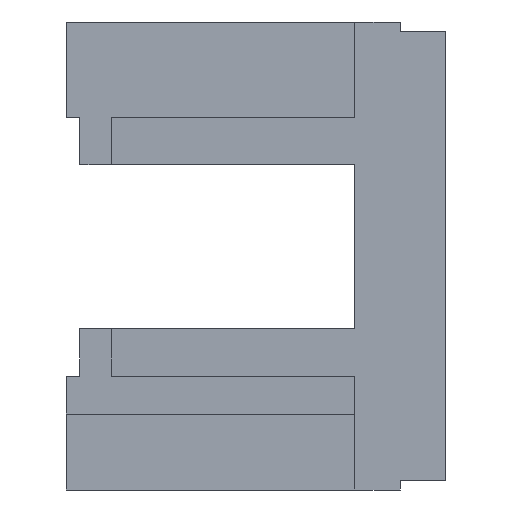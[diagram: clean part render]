
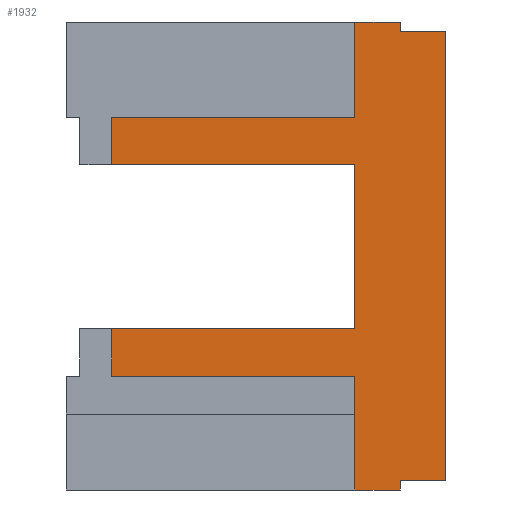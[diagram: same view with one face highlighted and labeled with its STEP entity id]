
A CAD part, left-side view. The second image highlights one B-rep face of the part: STEP entity #1932.
In plain terms, the highlighted planar face has unit normal (-1, 0, 0).
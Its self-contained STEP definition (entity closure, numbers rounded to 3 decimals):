
#1932=ADVANCED_FACE('',(#3375),#2658,.T.);
#2658=PLANE('',#19777);
#3375=FACE_OUTER_BOUND('',#4592,.T.);
#4592=EDGE_LOOP('',(#10289,#10290,#10291,#10292,#10293,#10294,#10295,#10296,
#10297,#10298,#10299,#10300,#10301,#10302,#10303,#10304));
#10289=ORIENTED_EDGE('',*,*,#14825,.T.);
#10290=ORIENTED_EDGE('',*,*,#14669,.T.);
#10291=ORIENTED_EDGE('',*,*,#14684,.F.);
#10292=ORIENTED_EDGE('',*,*,#14693,.T.);
#10293=ORIENTED_EDGE('',*,*,#14826,.T.);
#10294=ORIENTED_EDGE('',*,*,#14827,.T.);
#10295=ORIENTED_EDGE('',*,*,#14828,.F.);
#10296=ORIENTED_EDGE('',*,*,#14829,.T.);
#10297=ORIENTED_EDGE('',*,*,#14830,.T.);
#10298=ORIENTED_EDGE('',*,*,#14799,.T.);
#10299=ORIENTED_EDGE('',*,*,#14805,.T.);
#10300=ORIENTED_EDGE('',*,*,#14808,.T.);
#10301=ORIENTED_EDGE('',*,*,#14812,.T.);
#10302=ORIENTED_EDGE('',*,*,#14816,.T.);
#10303=ORIENTED_EDGE('',*,*,#14819,.T.);
#10304=ORIENTED_EDGE('',*,*,#14824,.T.);
#12240=VERTEX_POINT('',#29825);
#12241=VERTEX_POINT('',#29826);
#12251=VERTEX_POINT('',#29861);
#12257=VERTEX_POINT('',#29878);
#12325=VERTEX_POINT('',#30101);
#12326=VERTEX_POINT('',#30103);
#12330=VERTEX_POINT('',#30113);
#12332=VERTEX_POINT('',#30119);
#12336=VERTEX_POINT('',#30128);
#12338=VERTEX_POINT('',#30135);
#12340=VERTEX_POINT('',#30141);
#12342=VERTEX_POINT('',#30151);
#12343=VERTEX_POINT('',#30157);
#12344=VERTEX_POINT('',#30159);
#12345=VERTEX_POINT('',#30161);
#12346=VERTEX_POINT('',#30163);
#14669=EDGE_CURVE('',#12240,#12241,#16212,.T.);
#14684=EDGE_CURVE('',#12251,#12241,#16224,.T.);
#14693=EDGE_CURVE('',#12251,#12257,#16233,.T.);
#14799=EDGE_CURVE('',#12326,#12325,#16330,.T.);
#14805=EDGE_CURVE('',#12325,#12330,#16336,.T.);
#14808=EDGE_CURVE('',#12330,#12332,#16339,.T.);
#14812=EDGE_CURVE('',#12332,#12336,#16341,.T.);
#14816=EDGE_CURVE('',#12336,#12338,#16345,.T.);
#14819=EDGE_CURVE('',#12338,#12340,#16348,.T.);
#14824=EDGE_CURVE('',#12340,#12342,#16353,.T.);
#14825=EDGE_CURVE('',#12342,#12240,#16354,.T.);
#14826=EDGE_CURVE('',#12257,#12343,#16355,.T.);
#14827=EDGE_CURVE('',#12343,#12344,#16356,.T.);
#14828=EDGE_CURVE('',#12345,#12344,#16357,.T.);
#14829=EDGE_CURVE('',#12345,#12346,#16358,.T.);
#14830=EDGE_CURVE('',#12346,#12326,#16359,.T.);
#16212=LINE('',#29824,#17736);
#16224=LINE('',#29862,#17748);
#16233=LINE('',#29879,#17757);
#16330=LINE('',#30102,#17854);
#16336=LINE('',#30114,#17860);
#16339=LINE('',#30120,#17863);
#16341=LINE('',#30129,#17865);
#16345=LINE('',#30136,#17869);
#16348=LINE('',#30142,#17872);
#16353=LINE('',#30152,#17877);
#16354=LINE('',#30154,#17878);
#16355=LINE('',#30156,#17879);
#16356=LINE('',#30158,#17880);
#16357=LINE('',#30160,#17881);
#16358=LINE('',#30162,#17882);
#16359=LINE('',#30164,#17883);
#17736=VECTOR('',#24691,1.);
#17748=VECTOR('',#24717,1.);
#17757=VECTOR('',#24730,1.);
#17854=VECTOR('',#24915,1.);
#17860=VECTOR('',#24923,1.);
#17863=VECTOR('',#24928,1.);
#17865=VECTOR('',#24936,1.);
#17869=VECTOR('',#24942,1.);
#17872=VECTOR('',#24947,1.);
#17877=VECTOR('',#24958,1.);
#17878=VECTOR('',#24961,1.);
#17879=VECTOR('',#24964,1.);
#17880=VECTOR('',#24965,1.);
#17881=VECTOR('',#24966,1.);
#17882=VECTOR('',#24967,1.);
#17883=VECTOR('',#24968,1.);
#19777=AXIS2_PLACEMENT_3D('',#30165,#24969,#24970);
#24691=DIRECTION('',(0.,1.,0.));
#24717=DIRECTION('',(0.,0.,1.));
#24730=DIRECTION('',(0.,-1.,0.));
#24915=DIRECTION('',(0.,-1.,0.));
#24923=DIRECTION('',(0.,0.,1.));
#24928=DIRECTION('',(0.,-1.,0.));
#24936=DIRECTION('',(0.,0.,1.));
#24942=DIRECTION('',(0.,1.,0.));
#24947=DIRECTION('',(0.,0.,1.));
#24958=DIRECTION('',(0.,1.,0.));
#24961=DIRECTION('',(0.,0.,-1.));
#24964=DIRECTION('',(0.,0.,-1.));
#24965=DIRECTION('',(0.,1.,0.));
#24966=DIRECTION('',(0.,0.,1.));
#24967=DIRECTION('',(0.,-1.,0.));
#24968=DIRECTION('',(0.,0.,-1.));
#24969=DIRECTION('',(-1.,0.,0.));
#24970=DIRECTION('',(0.,-1.,0.));
#29824=CARTESIAN_POINT('',(-47.5,3.,4.55));
#29825=CARTESIAN_POINT('',(-47.5,3.,4.55));
#29826=CARTESIAN_POINT('',(-47.5,11.,4.55));
#29861=CARTESIAN_POINT('',(-47.5,11.,3.));
#29862=CARTESIAN_POINT('',(-47.5,11.,3.));
#29878=CARTESIAN_POINT('',(-47.5,3.,3.));
#29879=CARTESIAN_POINT('',(-47.5,11.,3.));
#30101=CARTESIAN_POINT('',(-47.5,1.5,-7.7));
#30102=CARTESIAN_POINT('',(-47.5,3.,-7.7));
#30103=CARTESIAN_POINT('',(-47.5,3.,-7.7));
#30113=CARTESIAN_POINT('',(-47.5,1.5,-7.4));
#30114=CARTESIAN_POINT('',(-47.5,1.5,-7.7));
#30119=CARTESIAN_POINT('',(-47.5,0.,-7.4));
#30120=CARTESIAN_POINT('',(-47.5,1.5,-7.4));
#30128=CARTESIAN_POINT('',(-47.5,0.,7.4));
#30129=CARTESIAN_POINT('',(-47.5,0.,-7.4));
#30135=CARTESIAN_POINT('',(-47.5,1.5,7.4));
#30136=CARTESIAN_POINT('',(-47.5,0.,7.4));
#30141=CARTESIAN_POINT('',(-47.5,1.5,7.7));
#30142=CARTESIAN_POINT('',(-47.5,1.5,7.4));
#30151=CARTESIAN_POINT('',(-47.5,3.,7.7));
#30152=CARTESIAN_POINT('',(-47.5,1.5,7.7));
#30154=CARTESIAN_POINT('',(-47.5,3.,7.7));
#30156=CARTESIAN_POINT('',(-47.5,3.,3.));
#30157=CARTESIAN_POINT('',(-47.5,3.,-2.4));
#30158=CARTESIAN_POINT('',(-47.5,3.,-2.4));
#30159=CARTESIAN_POINT('',(-47.5,11.,-2.4));
#30160=CARTESIAN_POINT('',(-47.5,11.,-3.95));
#30161=CARTESIAN_POINT('',(-47.5,11.,-3.95));
#30162=CARTESIAN_POINT('',(-47.5,11.,-3.95));
#30163=CARTESIAN_POINT('',(-47.5,3.,-3.95));
#30164=CARTESIAN_POINT('',(-47.5,3.,-3.95));
#30165=CARTESIAN_POINT('',(-47.5,11.,-7.7));
